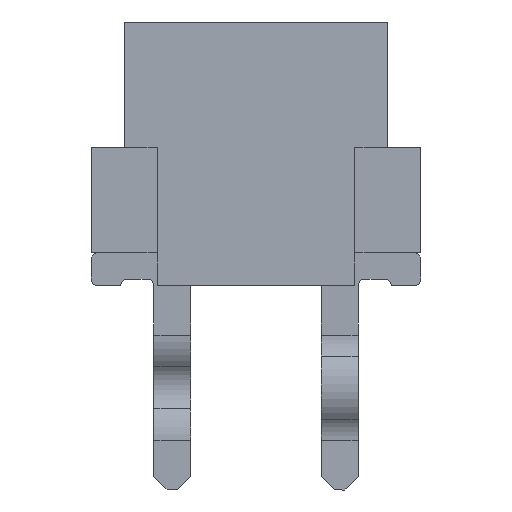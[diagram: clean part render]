
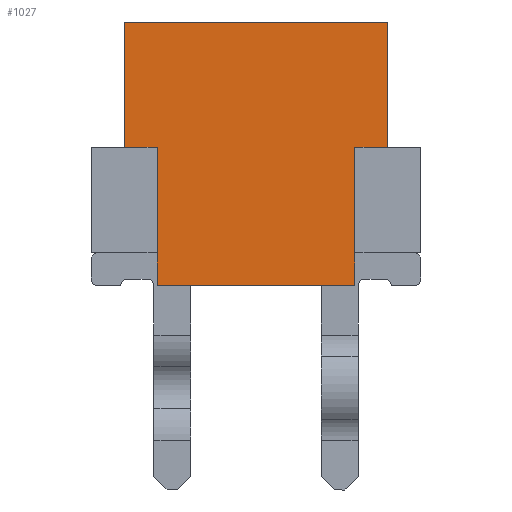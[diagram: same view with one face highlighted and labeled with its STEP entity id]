
A CAD part, left-side view. The second image highlights one B-rep face of the part: STEP entity #1027.
In plain terms, the highlighted planar face has unit normal (-1, 0, 0).
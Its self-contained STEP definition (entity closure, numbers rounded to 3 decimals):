
#1027 = ADVANCED_FACE( '', ( #2124 ), #2125, .F. );
#2124 = FACE_OUTER_BOUND( '', #3368, .T. );
#2125 = PLANE( '', #3369 );
#3368 = EDGE_LOOP( '', ( #6088, #6089, #6090, #6091, #6092, #6093, #6094, #6095, #6096, #6097 ) );
#3369 = AXIS2_PLACEMENT_3D( '', #6098, #6099, #6100 );
#6088 = ORIENTED_EDGE( '', *, *, #8971, .F. );
#6089 = ORIENTED_EDGE( '', *, *, #8972, .F. );
#6090 = ORIENTED_EDGE( '', *, *, #8462, .F. );
#6091 = ORIENTED_EDGE( '', *, *, #8973, .F. );
#6092 = ORIENTED_EDGE( '', *, *, #8151, .F. );
#6093 = ORIENTED_EDGE( '', *, *, #8446, .F. );
#6094 = ORIENTED_EDGE( '', *, *, #8974, .F. );
#6095 = ORIENTED_EDGE( '', *, *, #8975, .F. );
#6096 = ORIENTED_EDGE( '', *, *, #8320, .F. );
#6097 = ORIENTED_EDGE( '', *, *, #8960, .F. );
#6098 = CARTESIAN_POINT( '', ( -7.885, 0., 0. ) );
#6099 = DIRECTION( '', ( 1., 0., 0. ) );
#6100 = DIRECTION( '', ( 0., 0., -1. ) );
#8151 = EDGE_CURVE( '', #9969, #9970, #9971, .T. );
#8320 = EDGE_CURVE( '', #10252, #10240, #10254, .T. );
#8446 = EDGE_CURVE( '', #10452, #9969, #10454, .T. );
#8462 = EDGE_CURVE( '', #10476, #10477, #10478, .T. );
#8960 = EDGE_CURVE( '', #11195, #10252, #11197, .T. );
#8971 = EDGE_CURVE( '', #11211, #11195, #11212, .T. );
#8972 = EDGE_CURVE( '', #10477, #11211, #11213, .T. );
#8973 = EDGE_CURVE( '', #9970, #10476, #11214, .T. );
#8974 = EDGE_CURVE( '', #10624, #10452, #11215, .T. );
#8975 = EDGE_CURVE( '', #10240, #10624, #11216, .T. );
#9969 = VERTEX_POINT( '', #12538 );
#9970 = VERTEX_POINT( '', #12539 );
#9971 = LINE( '', #12540, #12541 );
#10240 = VERTEX_POINT( '', #12938 );
#10252 = VERTEX_POINT( '', #12956 );
#10254 = LINE( '', #12959, #12960 );
#10452 = VERTEX_POINT( '', #13257 );
#10454 = LINE( '', #13260, #13261 );
#10476 = VERTEX_POINT( '', #13294 );
#10477 = VERTEX_POINT( '', #13295 );
#10478 = LINE( '', #13296, #13297 );
#10624 = VERTEX_POINT( '', #13521 );
#11195 = VERTEX_POINT( '', #14376 );
#11197 = LINE( '', #14379, #14380 );
#11211 = VERTEX_POINT( '', #14401 );
#11212 = LINE( '', #14402, #14403 );
#11213 = LINE( '', #14404, #14405 );
#11214 = LINE( '', #14406, #14407 );
#11215 = LINE( '', #14408, #14409 );
#11216 = LINE( '', #14410, #14411 );
#12538 = CARTESIAN_POINT( '', ( -7.885, 2., 0. ) );
#12539 = CARTESIAN_POINT( '', ( -7.885, 2., 1.9 ) );
#12540 = CARTESIAN_POINT( '', ( -7.885, 2., 0. ) );
#12541 = VECTOR( '', #15488, 1000. );
#12938 = CARTESIAN_POINT( '', ( -7.885, 1.5, -2.1 ) );
#12956 = CARTESIAN_POINT( '', ( -7.885, -1.5, -2.1 ) );
#12959 = CARTESIAN_POINT( '', ( -7.885, -1.5, -2.1 ) );
#12960 = VECTOR( '', #15630, 1000. );
#13257 = CARTESIAN_POINT( '', ( -7.885, 1.5, 0. ) );
#13260 = CARTESIAN_POINT( '', ( -7.885, 1.5, 0. ) );
#13261 = VECTOR( '', #15731, 1000. );
#13294 = CARTESIAN_POINT( '', ( -7.885, -2., 1.9 ) );
#13295 = CARTESIAN_POINT( '', ( -7.885, -2., 0. ) );
#13296 = CARTESIAN_POINT( '', ( -7.885, -2., 1.9 ) );
#13297 = VECTOR( '', #15743, 1000. );
#13521 = CARTESIAN_POINT( '', ( -7.885, 1.5, -1.6 ) );
#14376 = CARTESIAN_POINT( '', ( -7.885, -1.5, -1.6 ) );
#14379 = CARTESIAN_POINT( '', ( -7.885, -1.5, 0. ) );
#14380 = VECTOR( '', #16152, 1000. );
#14401 = CARTESIAN_POINT( '', ( -7.885, -1.5, 0. ) );
#14402 = CARTESIAN_POINT( '', ( -7.885, -1.5, 0. ) );
#14403 = VECTOR( '', #16160, 1000. );
#14404 = CARTESIAN_POINT( '', ( -7.885, -2., 0. ) );
#14405 = VECTOR( '', #16161, 1000. );
#14406 = CARTESIAN_POINT( '', ( -7.885, 2., 1.9 ) );
#14407 = VECTOR( '', #16162, 1000. );
#14408 = CARTESIAN_POINT( '', ( -7.885, 1.5, -2.1 ) );
#14409 = VECTOR( '', #16163, 1000. );
#14410 = CARTESIAN_POINT( '', ( -7.885, 1.5, -2.1 ) );
#14411 = VECTOR( '', #16164, 1000. );
#15488 = DIRECTION( '', ( 0., 0., 1. ) );
#15630 = DIRECTION( '', ( 0., 1., 0. ) );
#15731 = DIRECTION( '', ( 0., 1., 0. ) );
#15743 = DIRECTION( '', ( 0., 0., -1. ) );
#16152 = DIRECTION( '', ( 0., 0., -1. ) );
#16160 = DIRECTION( '', ( 0., 0., -1. ) );
#16161 = DIRECTION( '', ( 0., 1., 0. ) );
#16162 = DIRECTION( '', ( 0., -1., 0. ) );
#16163 = DIRECTION( '', ( 0., 0., 1. ) );
#16164 = DIRECTION( '', ( 0., 0., 1. ) );
